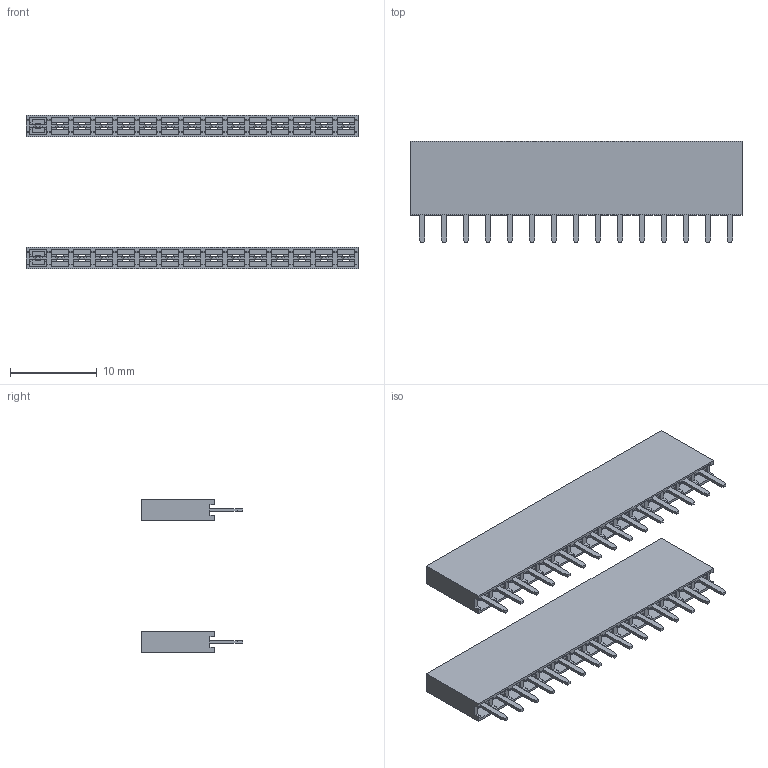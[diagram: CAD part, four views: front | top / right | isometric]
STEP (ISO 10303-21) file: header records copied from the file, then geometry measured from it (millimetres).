
FILE_DESCRIPTION (( 'STEP AP214' ), '1' );
FILE_NAME ('ARDUINO-NANO-V3-HEADERS-ONLY.STEP', '2017-02-04T23:42:21', ( '' ), ( '' ), 'SwSTEP 2.0', 'SolidWorks 2017', '' );
FILE_SCHEMA (( 'AUTOMOTIVE_DESIGN' ));
Length unit declared in the file: millimetre
Products named in the file (4): female_header_a-bl254-eg-g15d; ARDUINO-NANO-V3-HEADERS-ONLY
Assembly tree (2 placements, depth 2):
  female_header_a-bl254-eg-g15d
  female_header_a-bl254-eg-g15d
  ARDUINO-NANO-V3-HEADERS-ONLY
    female_header_a-bl254-eg-g15d  x2
Bounding box: 38.35 x 11.7 x 17.74 mm (x, y, z)
Volume: 707.9 mm3; surface area: 3982.8 mm2
Topology: 2 solids, 2 shells, 1042 faces, 3192 edges, 2128 vertices
Faces by surface type: plane 918, cylinder 124
Entity records: 19884 total; most frequent: ORIENTED_EDGE 3192, CARTESIAN_POINT 3187, DIRECTION 2774, EDGE_CURVE 1596, LINE 1472, VECTOR 1472, VERTEX_POINT 1064, AXIS2_PLACEMENT_3D 651
